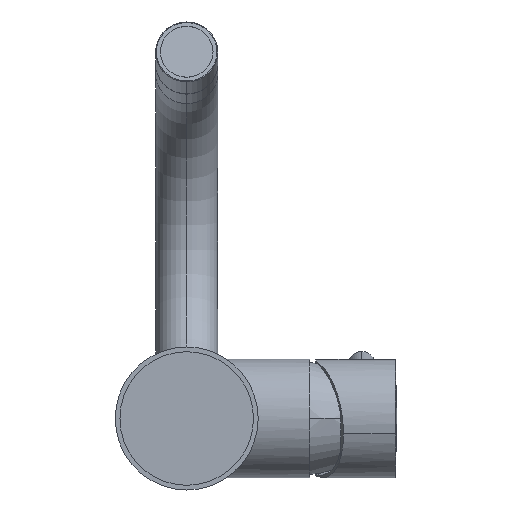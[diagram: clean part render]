
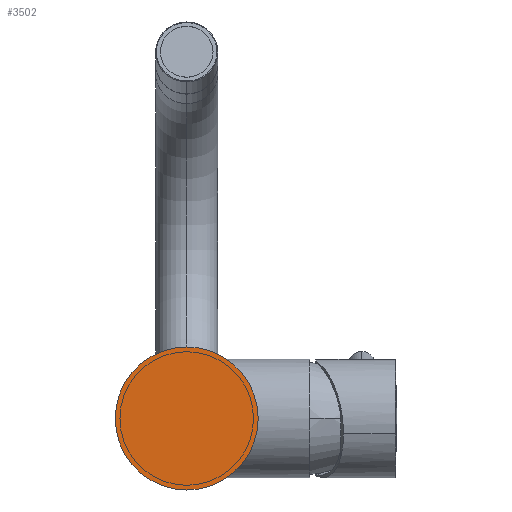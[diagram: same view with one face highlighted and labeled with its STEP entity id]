
A CAD part, front view. The second image highlights one B-rep face of the part: STEP entity #3502.
In plain terms, the highlighted planar face has unit normal (0, -1, 0).
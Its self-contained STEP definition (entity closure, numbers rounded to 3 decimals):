
#723=CARTESIAN_POINT('',(0.,-11.,0.));
#724=DIRECTION('',(0.,1.,0.));
#725=DIRECTION('',(1.,0.,0.));
#726=AXIS2_PLACEMENT_3D('',#723,#724,#725);
#728=CARTESIAN_POINT('',(0.,-11.,0.));
#729=DIRECTION('',(0.,-1.,0.));
#730=DIRECTION('',(1.,0.,0.));
#731=AXIS2_PLACEMENT_3D('',#728,#729,#730);
#2426=CARTESIAN_POINT('',(26.5,-11.,0.));
#2428=VERTEX_POINT('',#2426);
#2434=CARTESIAN_POINT('',(-26.5,-11.,0.));
#2436=VERTEX_POINT('',#2434);
#3493=CARTESIAN_POINT('',(0.,-11.,0.));
#3494=DIRECTION('',(0.,-1.,0.));
#3495=DIRECTION('',(-1.,0.,0.));
#3496=AXIS2_PLACEMENT_3D('',#3493,#3494,#3495);
#3497=PLANE('',#3496);
#3498=ORIENTED_EDGE('',*,*,#3479,.F.);
#3499=ORIENTED_EDGE('',*,*,#3461,.T.);
#3500=EDGE_LOOP('',(#3498,#3499));
#3501=FACE_OUTER_BOUND('',#3500,.F.);
#3502=ADVANCED_FACE('',(#3501),#3497,.T.);
#727=CIRCLE('',#726,26.5);
#732=CIRCLE('',#731,26.5);
#3461=EDGE_CURVE('',#2428,#2436,#727,.T.);
#3479=EDGE_CURVE('',#2428,#2436,#732,.T.);
